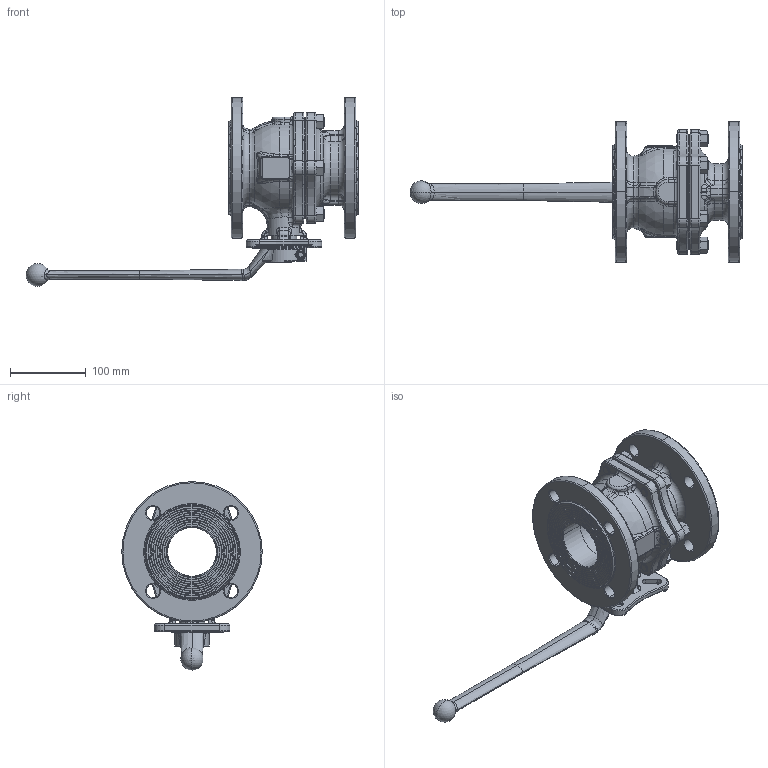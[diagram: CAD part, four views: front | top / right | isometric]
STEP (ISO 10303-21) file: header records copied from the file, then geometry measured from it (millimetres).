
FILE_DESCRIPTION((''),'2;1');
FILE_NAME('2019-065-ASSEMBLY_ASM','2014-12-24T',('Administrator'),(''),'PRO/ENGINEER BY PARAMETRIC TECHNOLOGY CORPORATION, 2011080','PRO/ENGINEER BY PARAMETRIC TECHNOLOGY CORPORATION, 2011080','');
FILE_SCHEMA(('CONFIG_CONTROL_DESIGN'));
Products named in the file (12): 2019D-PN16-065-M01; 2019D-PN16-065-M02-1; 2019D-065-BODY-BOLT; 2019D-065-BODY-NUT; 2019D-065-HANDLE-STOPPER; 2019D-065-HANDLE; 2019D-065-STEM; 2019D-065-BALL; 2019D-065-GLAND-RING; 2019D-065HANDLE-BOLT; 2019D-065-HANDLE-NUT; 2019-065-ASSEMBLY_ASM
Assembly tree (21 placements, depth 2):
  2019-065-ASSEMBLY_ASM
    2019D-PN16-065-M01
    2019D-PN16-065-M02-1
    2019D-065-BODY-BOLT  x6
    2019D-065-BODY-NUT  x6
    2019D-065-HANDLE-STOPPER
    2019D-065-HANDLE
    2019D-065-STEM
    2019D-065-BALL
    2019D-065-GLAND-RING
    2019D-065HANDLE-BOLT
    2019D-065-HANDLE-NUT
Bounding box: 437.5 x 185 x 248.5 mm (x, y, z)
Volume: 1574650.2 mm3; surface area: 379878 mm2
Topology: 20 solids, 21 shells, 2531 faces, 6545 edges, 4099 vertices
Faces by surface type: cylinder 802, plane 524, bspline 507, torus 267, extrusion 217, cone 194, sphere 20
Entity records: 130937 total; most frequent: CARTESIAN_POINT 84158, ORIENTED_EDGE 10692, DIRECTION 8097, EDGE_CURVE 5346, VERTEX_POINT 3339, AXIS2_PLACEMENT_3D 2978, EDGE_LOOP 2205, VECTOR 2141
